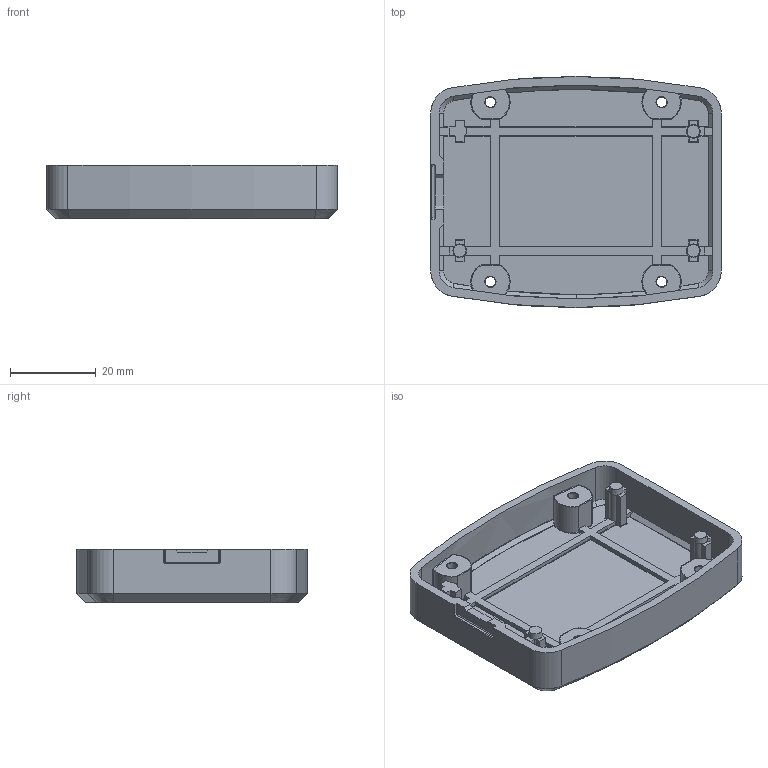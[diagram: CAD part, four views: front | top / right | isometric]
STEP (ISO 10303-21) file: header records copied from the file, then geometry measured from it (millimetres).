
FILE_DESCRIPTION (( 'STEP AP214' ), '1' );
FILE_NAME ('BOTOM COVER_USB Killer Detector_Rev 03.STEP', '2021-09-08T16:47:42', ( '' ), ( '' ), 'SwSTEP 2.0', 'SolidWorks 2017', '' );
FILE_SCHEMA (( 'AUTOMOTIVE_DESIGN' ));
Length unit declared in the file: millimetre
Products named in the file (1): BOTOM COVER_USB Killer Detector_Rev 03
Bounding box: 67.9 x 54 x 12.5 mm (x, y, z)
Volume: 13041.1 mm3; surface area: 13335.4 mm2
Topology: 1 solids, 1 shells, 432 faces, 1048 edges, 608 vertices
Faces by surface type: cylinder 142, bspline 132, plane 131, cone 27
Entity records: 15203 total; most frequent: CARTESIAN_POINT 6170, ORIENTED_EDGE 2074, DIRECTION 1651, EDGE_CURVE 1037, VERTEX_POINT 608, AXIS2_PLACEMENT_3D 590, LINE 471, VECTOR 471
